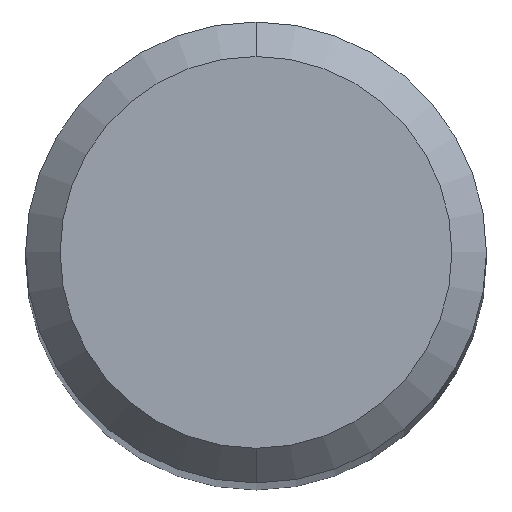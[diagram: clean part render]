
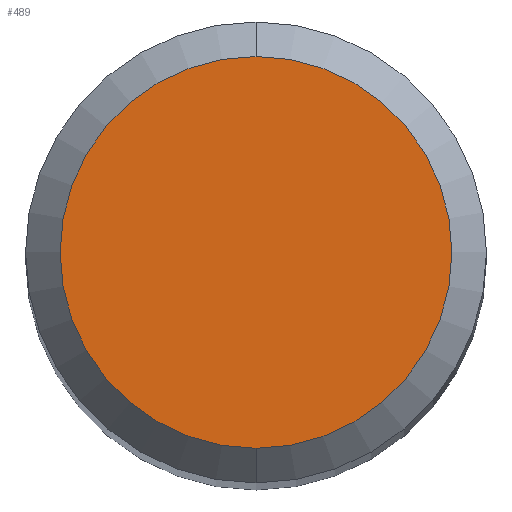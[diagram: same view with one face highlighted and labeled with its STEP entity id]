
A CAD part, top view. The second image highlights one B-rep face of the part: STEP entity #489.
In plain terms, the highlighted planar face has unit normal (0, 0, 1).
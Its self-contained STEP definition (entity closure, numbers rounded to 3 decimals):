
#311=EDGE_CURVE('',#731,#447,#867,.T.);
#405=EDGE_CURVE('',#447,#731,#972,.T.);
#447=VERTEX_POINT('',#1015);
#489=ADVANCED_FACE('',(#1060),#1061,.T.);
#731=VERTEX_POINT('',#1327);
#867=CIRCLE('',#1485,1.7);
#972=CIRCLE('',#1693,1.7);
#1015=CARTESIAN_POINT('',(0.,-1.7,0.0));
#1060=FACE_OUTER_BOUND('',#1866,.T.);
#1061=PLANE('',#1867);
#1327=CARTESIAN_POINT('',(0.0,1.7,0.0));
#1485=AXIS2_PLACEMENT_3D('',#2638,#2639,#2640);
#1693=AXIS2_PLACEMENT_3D('',#2794,#2795,#2796);
#1866=EDGE_LOOP('',(#2873,#2874));
#1867=AXIS2_PLACEMENT_3D('',#2875,#2876,#2877);
#2638=CARTESIAN_POINT('',(0.0,0.0,0.0));
#2639=DIRECTION('',(0.0,0.0,-1.0));
#2640=DIRECTION('',(0.0,1.0,0.0));
#2794=CARTESIAN_POINT('',(0.0,0.0,0.0));
#2795=DIRECTION('',(0.0,0.0,-1.0));
#2796=DIRECTION('',(0.0,1.0,0.0));
#2873=ORIENTED_EDGE('',*,*,#311,.F.);
#2874=ORIENTED_EDGE('',*,*,#405,.F.);
#2875=CARTESIAN_POINT('',(0.0,0.85,0.0));
#2876=DIRECTION('',(-0.0,0.0,1.0));
#2877=DIRECTION('',(0.0,-1.0,0.0));
